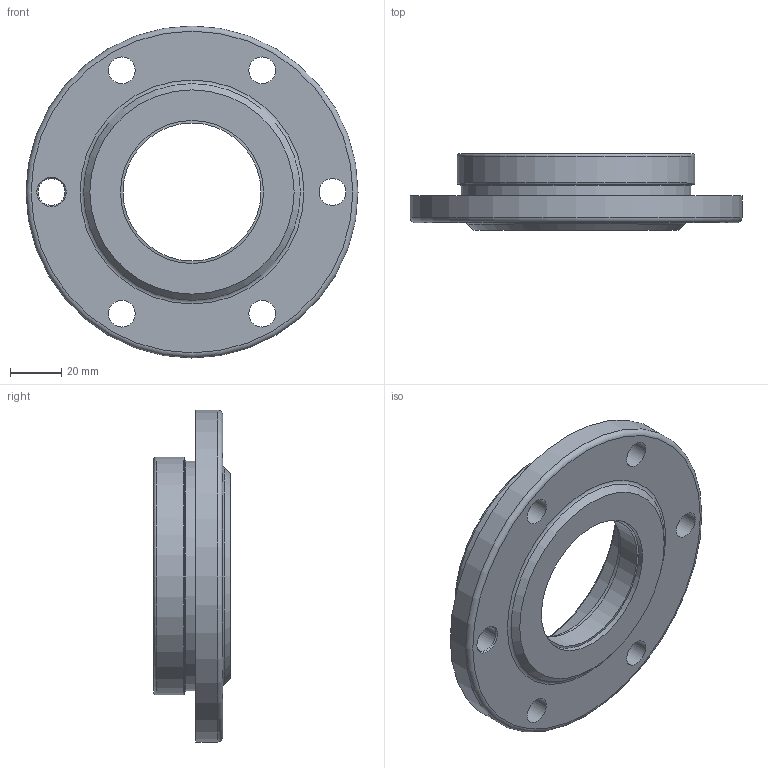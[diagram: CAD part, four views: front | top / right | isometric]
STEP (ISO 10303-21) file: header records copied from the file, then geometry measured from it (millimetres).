
FILE_DESCRIPTION(/* description */ (''),/* implementation_level */ '2;1');
FILE_NAME(/* name */ '05_Nap_o_thung.stp',/* time_stamp */ '2024-12-15T00:02:34+07:00',/* author */ ('hongquan'),/* organization */ (''),/* preprocessor_version */ 'ST-DEVELOPER v20',/* originating_system */ 'Autodesk Inventor 2025',/* authorisation */ '');
FILE_SCHEMA (('AUTOMOTIVE_DESIGN { 1 0 10303 214 3 1 1 }'));
Length unit declared in the file: millimetre
Products named in the file (1): 05_Nap_o_thung
Bounding box: 130 x 30 x 130 mm (x, y, z)
Volume: 139131.7 mm3; surface area: 38186.1 mm2
Topology: 1 solids, 1 shells, 30 faces, 88 edges, 97 vertices
Faces by surface type: cylinder 12, torus 7, plane 6, cone 5
Full cylindrical faces by diameter (mm): 10.5 x6, 54 x1, 56 x2, 90 x1, 93 x1, 130 x1
Entity records: 1039 total; most frequent: CARTESIAN_POINT 197, DIRECTION 181, ORIENTED_EDGE 122, AXIS2_PLACEMENT_3D 82, EDGE_CURVE 61, CIRCLE 51, EDGE_LOOP 48, VERTEX_POINT 37
